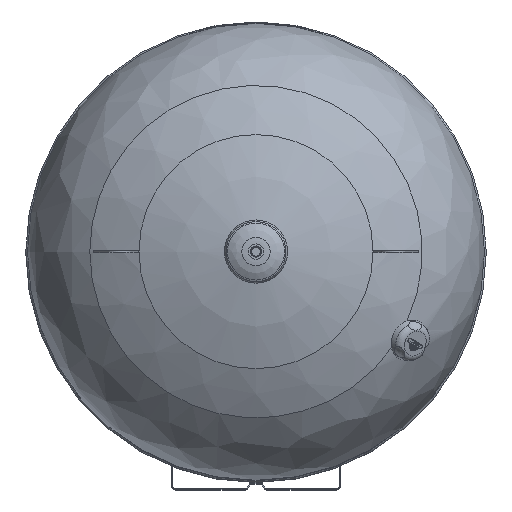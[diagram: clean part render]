
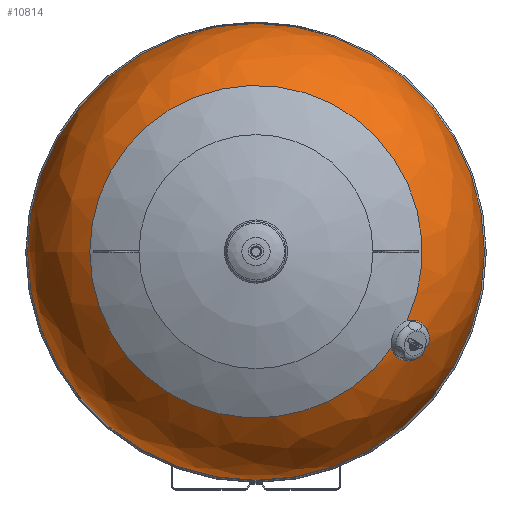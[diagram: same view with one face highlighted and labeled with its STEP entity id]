
A CAD part, top view. The second image highlights one B-rep face of the part: STEP entity #10814.
In plain terms, the highlighted free-form (B-spline) face has degree [2, 2] with [3, 9] control points.
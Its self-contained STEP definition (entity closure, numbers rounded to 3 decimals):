
#1573=B_SPLINE_CURVE_WITH_KNOTS('',3,(#16738,#16739,#16740,#16741,#16742,
#16743,#16744,#16745,#16746,#16747,#16748,#16749,#16750,#16751,#16752,#16753,
#16754,#16755,#16756,#16757,#16758,#16759,#16760,#16761,#16762,#16763,#16764,
#16765,#16766,#16767,#16768),.UNSPECIFIED.,.F.,.F.,(4,2,2,2,2,2,2,3,2,2,
2,2,2,2,4),(-8.065,-7.23,-5.832,-4.502,
-3.231,-1.846,-0.807,0.,0.753,
1.77,3.153,4.537,5.927,7.252,
8.065),.UNSPECIFIED.);
#1763=(
BOUNDED_CURVE()
B_SPLINE_CURVE(2,(#16735,#16736,#16737),.UNSPECIFIED.,.F.,.F.)
B_SPLINE_CURVE_WITH_KNOTS((3,3),(0.007,0.988),
 .UNSPECIFIED.)
CURVE()
GEOMETRIC_REPRESENTATION_ITEM()
RATIONAL_B_SPLINE_CURVE((1.,0.882,1.))
REPRESENTATION_ITEM('')
);
#1771=(
BOUNDED_SURFACE()
B_SPLINE_SURFACE(2,2,((#16706,#16707,#16708,#16709,#16710,#16711,#16712,
#16713,#16714),(#16715,#16716,#16717,#16718,#16719,#16720,#16721,#16722,
#16723),(#16724,#16725,#16726,#16727,#16728,#16729,#16730,#16731,#16732)),
 .UNSPECIFIED.,.F.,.T.,.F.)
B_SPLINE_SURFACE_WITH_KNOTS((3,3),(3,2,2,2,3),(0.007,0.988),
(-3.142,-1.571,0.,1.571,3.142),
 .UNSPECIFIED.)
GEOMETRIC_REPRESENTATION_ITEM()
RATIONAL_B_SPLINE_SURFACE(((1.,0.707,1.,0.707,1.,
0.707,1.,0.707,1.),(0.882,0.624,
0.882,0.624,0.882,0.624,
0.882,0.624,0.882),(1.,0.707,
1.,0.707,1.,0.707,1.,0.707,1.)))
REPRESENTATION_ITEM('')
SURFACE()
);
#3411=FACE_OUTER_BOUND('',#4191,.T.);
#4191=EDGE_LOOP('',(#8277,#8278,#8279,#8280,#8281,#8282));
#4858=CIRCLE('',#11579,272.866);
#4866=CIRCLE('',#11587,272.866);
#4871=CIRCLE('',#11593,375.);
#5433=VERTEX_POINT('',#16628);
#5434=VERTEX_POINT('',#16629);
#5442=VERTEX_POINT('',#16651);
#5447=VERTEX_POINT('',#16733);
#6510=EDGE_CURVE('',#5433,#5434,#4858,.T.);
#6520=EDGE_CURVE('',#5434,#5442,#4866,.T.);
#6527=EDGE_CURVE('',#5447,#5447,#4871,.T.);
#6528=EDGE_CURVE('',#5447,#5434,#1763,.T.);
#6529=EDGE_CURVE('',#5442,#5433,#1573,.T.);
#8277=ORIENTED_EDGE('',*,*,#6527,.T.);
#8278=ORIENTED_EDGE('',*,*,#6528,.T.);
#8279=ORIENTED_EDGE('',*,*,#6510,.F.);
#8280=ORIENTED_EDGE('',*,*,#6529,.F.);
#8281=ORIENTED_EDGE('',*,*,#6520,.F.);
#8282=ORIENTED_EDGE('',*,*,#6528,.F.);
#10814=ADVANCED_FACE('',(#3411),#1771,.F.);
#11579=AXIS2_PLACEMENT_3D('',#16630,#13105,#13106);
#11587=AXIS2_PLACEMENT_3D('',#16652,#13121,#13122);
#11593=AXIS2_PLACEMENT_3D('',#16734,#13133,#13134);
#13105=DIRECTION('center_axis',(0.,0.,1.));
#13106=DIRECTION('ref_axis',(-1.,0.,0.));
#13121=DIRECTION('center_axis',(0.,0.,1.));
#13122=DIRECTION('ref_axis',(-1.,0.,0.));
#13133=DIRECTION('center_axis',(0.,0.,1.));
#13134=DIRECTION('ref_axis',(-1.,0.,0.));
#16628=CARTESIAN_POINT('',(229.004,-113.684,1478.478));
#16629=CARTESIAN_POINT('',(-291.92,0.,1478.478));
#16630=CARTESIAN_POINT('Origin',(-19.053,0.,
1478.478));
#16651=CARTESIAN_POINT('',(203.428,-157.982,1478.478));
#16652=CARTESIAN_POINT('Origin',(-19.053,0.,
1478.478));
#16706=CARTESIAN_POINT('Ctrl Pts',(-394.053,0.,
1290.445));
#16707=CARTESIAN_POINT('Ctrl Pts',(-394.053,-375.,1290.445));
#16708=CARTESIAN_POINT('Ctrl Pts',(-19.053,-375.,1290.445));
#16709=CARTESIAN_POINT('Ctrl Pts',(355.947,-375.,1290.445));
#16710=CARTESIAN_POINT('Ctrl Pts',(355.947,0.,
1290.445));
#16711=CARTESIAN_POINT('Ctrl Pts',(355.947,375.,1290.445));
#16712=CARTESIAN_POINT('Ctrl Pts',(-19.053,375.,1290.445));
#16713=CARTESIAN_POINT('Ctrl Pts',(-394.053,375.,1290.445));
#16714=CARTESIAN_POINT('Ctrl Pts',(-394.053,0.,
1290.445));
#16715=CARTESIAN_POINT('Ctrl Pts',(-393.165,0.,
1411.717));
#16716=CARTESIAN_POINT('Ctrl Pts',(-393.165,-374.112,
1411.717));
#16717=CARTESIAN_POINT('Ctrl Pts',(-19.053,-374.112,
1411.717));
#16718=CARTESIAN_POINT('Ctrl Pts',(355.059,-374.112,1411.717));
#16719=CARTESIAN_POINT('Ctrl Pts',(355.059,0.,
1411.717));
#16720=CARTESIAN_POINT('Ctrl Pts',(355.059,374.112,1411.717));
#16721=CARTESIAN_POINT('Ctrl Pts',(-19.053,374.112,1411.717));
#16722=CARTESIAN_POINT('Ctrl Pts',(-393.165,374.112,1411.717));
#16723=CARTESIAN_POINT('Ctrl Pts',(-393.165,0.,
1411.717));
#16724=CARTESIAN_POINT('Ctrl Pts',(-291.92,0.,
1478.478));
#16725=CARTESIAN_POINT('Ctrl Pts',(-291.92,-272.866,
1478.478));
#16726=CARTESIAN_POINT('Ctrl Pts',(-19.053,-272.866,
1478.478));
#16727=CARTESIAN_POINT('Ctrl Pts',(253.813,-272.866,1478.478));
#16728=CARTESIAN_POINT('Ctrl Pts',(253.813,0.,
1478.478));
#16729=CARTESIAN_POINT('Ctrl Pts',(253.813,272.866,1478.478));
#16730=CARTESIAN_POINT('Ctrl Pts',(-19.053,272.866,1478.478));
#16731=CARTESIAN_POINT('Ctrl Pts',(-291.92,272.866,1478.478));
#16732=CARTESIAN_POINT('Ctrl Pts',(-291.92,0.,
1478.478));
#16733=CARTESIAN_POINT('',(-394.053,0.,1290.445));
#16734=CARTESIAN_POINT('Origin',(-19.053,0.,
1290.445));
#16735=CARTESIAN_POINT('Ctrl Pts',(-394.053,0.,
1290.445));
#16736=CARTESIAN_POINT('Ctrl Pts',(-393.165,0.,
1411.717));
#16737=CARTESIAN_POINT('Ctrl Pts',(-291.92,0.,
1478.478));
#16738=CARTESIAN_POINT('Ctrl Pts',(203.428,-157.982,1478.478));
#16739=CARTESIAN_POINT('Ctrl Pts',(203.941,-160.424,1477.27));
#16740=CARTESIAN_POINT('Ctrl Pts',(204.722,-162.736,1475.918));
#16741=CARTESIAN_POINT('Ctrl Pts',(207.473,-168.424,1471.98));
#16742=CARTESIAN_POINT('Ctrl Pts',(209.856,-171.399,1469.218));
#16743=CARTESIAN_POINT('Ctrl Pts',(215.502,-175.717,1463.54));
#16744=CARTESIAN_POINT('Ctrl Pts',(218.666,-177.092,1460.689));
#16745=CARTESIAN_POINT('Ctrl Pts',(225.342,-178.216,1455.27));
#16746=CARTESIAN_POINT('Ctrl Pts',(228.777,-178.025,1452.74));
#16747=CARTESIAN_POINT('Ctrl Pts',(236.002,-176.111,1447.997));
#16748=CARTESIAN_POINT('Ctrl Pts',(239.727,-174.269,1445.882));
#16749=CARTESIAN_POINT('Ctrl Pts',(245.823,-169.765,1443.076));
#16750=CARTESIAN_POINT('Ctrl Pts',(248.266,-167.447,1442.178));
#16751=CARTESIAN_POINT('Ctrl Pts',(252.162,-162.785,1441.197));
#16752=CARTESIAN_POINT('Ctrl Pts',(253.701,-160.58,1440.98));
#16753=CARTESIAN_POINT('Ctrl Pts',(255.045,-158.251,1440.98));
#16754=CARTESIAN_POINT('Ctrl Pts',(256.301,-156.076,1440.98));
#16755=CARTESIAN_POINT('Ctrl Pts',(257.379,-153.808,1441.169));
#16756=CARTESIAN_POINT('Ctrl Pts',(259.448,-148.354,1442.049));
#16757=CARTESIAN_POINT('Ctrl Pts',(260.266,-145.156,1442.886));
#16758=CARTESIAN_POINT('Ctrl Pts',(261.253,-137.683,1445.561));
#16759=CARTESIAN_POINT('Ctrl Pts',(261.071,-133.512,1447.623));
#16760=CARTESIAN_POINT('Ctrl Pts',(259.202,-125.902,1452.488));
#16761=CARTESIAN_POINT('Ctrl Pts',(257.531,-122.535,1455.242));
#16762=CARTESIAN_POINT('Ctrl Pts',(252.87,-117.031,1461.035));
#16763=CARTESIAN_POINT('Ctrl Pts',(249.918,-114.952,1464.017));
#16764=CARTESIAN_POINT('Ctrl Pts',(243.273,-112.447,1469.637));
#16765=CARTESIAN_POINT('Ctrl Pts',(239.681,-111.97,1472.234));
#16766=CARTESIAN_POINT('Ctrl Pts',(233.642,-112.453,1475.989));
#16767=CARTESIAN_POINT('Ctrl Pts',(231.313,-112.927,1477.301));
#16768=CARTESIAN_POINT('Ctrl Pts',(229.004,-113.684,1478.478));
